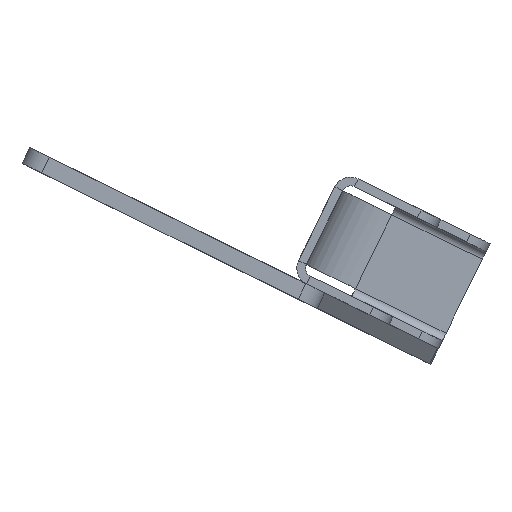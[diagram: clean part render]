
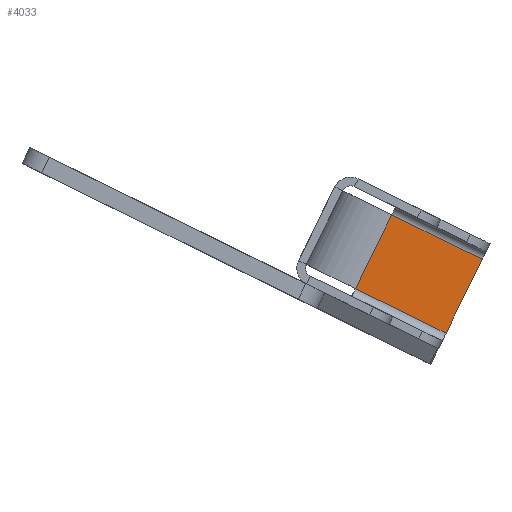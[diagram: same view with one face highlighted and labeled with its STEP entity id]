
A CAD part, front view. The second image highlights one B-rep face of the part: STEP entity #4033.
In plain terms, the highlighted face is planar.
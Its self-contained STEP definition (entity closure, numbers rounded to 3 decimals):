
#2479=CARTESIAN_POINT('Vertex',(15.,20.,-50.)) ;
#2689=CARTESIAN_POINT('Line Origine',(-15.,20.,-50.)) ;
#2693=CARTESIAN_POINT('Vertex',(-15.,20.,-50.)) ;
#2935=CARTESIAN_POINT('Line Origine',(15.,56.825,-50.)) ;
#2939=CARTESIAN_POINT('Vertex',(15.,56.825,-50.)) ;
#3054=CARTESIAN_POINT('Line Origine',(-15.,20.,-50.)) ;
#3058=CARTESIAN_POINT('Vertex',(-15.,56.825,-50.)) ;
#3092=CARTESIAN_POINT('Line Origine',(0.,56.825,-50.)) ;
#4022=CARTESIAN_POINT('Axis2P3D Location',(0.,0.,-50.)) ;
#2691=VECTOR('Line Direction',#2690,1.) ;
#2937=VECTOR('Line Direction',#2936,1.) ;
#3056=VECTOR('Line Direction',#3055,1.) ;
#3094=VECTOR('Line Direction',#3093,1.) ;
#2690=DIRECTION('Vector Direction',(-1.,0.,0.)) ;
#2936=DIRECTION('Vector Direction',(0.,1.,0.)) ;
#3055=DIRECTION('Vector Direction',(0.,-1.,0.)) ;
#3093=DIRECTION('Vector Direction',(1.,0.,0.)) ;
#4023=DIRECTION('Axis2P3D Direction',(-0.,0.,1.)) ;
#4024=DIRECTION('Axis2P3D XDirection',(0.,-1.,0.)) ;
#4025=AXIS2_PLACEMENT_3D('Plane Axis2P3D',#4022,#4023,#4024) ;
#2692=LINE('Line',#2689,#2691) ;
#2938=LINE('Line',#2935,#2937) ;
#3057=LINE('Line',#3054,#3056) ;
#3095=LINE('Line',#3092,#3094) ;
#4026=PLANE('',#4025) ;
#2695=EDGE_CURVE('',#2480,#2694,#2692,.T.) ;
#2941=EDGE_CURVE('',#2940,#2480,#2938,.F.) ;
#3060=EDGE_CURVE('',#2694,#3059,#3057,.F.) ;
#3096=EDGE_CURVE('',#3059,#2940,#3095,.T.) ;
#4028=ORIENTED_EDGE('',*,*,#3060,.F.) ;
#4029=ORIENTED_EDGE('',*,*,#2695,.F.) ;
#4030=ORIENTED_EDGE('',*,*,#2941,.F.) ;
#4031=ORIENTED_EDGE('',*,*,#3096,.F.) ;
#4027=EDGE_LOOP('',(#4028,#4029,#4030,#4031)) ;
#2480=VERTEX_POINT('',#2479) ;
#2694=VERTEX_POINT('',#2693) ;
#2940=VERTEX_POINT('',#2939) ;
#3059=VERTEX_POINT('',#3058) ;
#4033=ADVANCED_FACE('Break-Corner1',(#4032),#4026,.T.) ;
#4032=FACE_OUTER_BOUND('',#4027,.T.) ;
